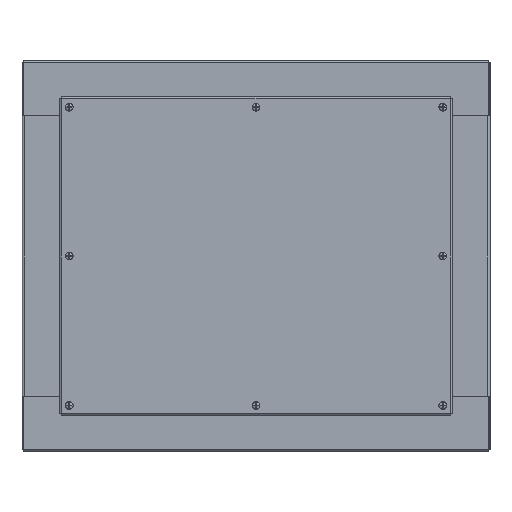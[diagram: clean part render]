
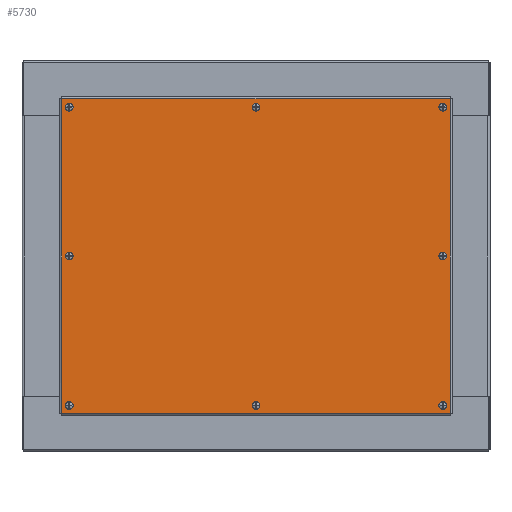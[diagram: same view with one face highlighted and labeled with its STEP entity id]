
A CAD part, front view. The second image highlights one B-rep face of the part: STEP entity #5730.
In plain terms, the highlighted face is planar.
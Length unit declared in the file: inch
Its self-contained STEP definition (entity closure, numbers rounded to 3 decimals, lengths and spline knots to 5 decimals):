
#520=PLANE('',#6159);
#880=LINE('',#9065,#1368);
#896=LINE('',#9167,#1384);
#911=LINE('',#9267,#1399);
#926=LINE('',#9366,#1414);
#1368=VECTOR('',#7258,16.202);
#1384=VECTOR('',#7288,20.0395);
#1399=VECTOR('',#7317,16.202);
#1414=VECTOR('',#7346,20.0395);
#1651=FACE_BOUND('',#2327,.T.);
#1652=FACE_BOUND('',#2328,.T.);
#1653=FACE_BOUND('',#2329,.T.);
#1654=FACE_BOUND('',#2330,.T.);
#1655=FACE_BOUND('',#2331,.T.);
#1656=FACE_BOUND('',#2332,.T.);
#1657=FACE_BOUND('',#2333,.T.);
#1658=FACE_BOUND('',#2334,.T.);
#1908=FACE_OUTER_BOUND('',#2326,.T.);
#2326=EDGE_LOOP('',(#4729,#4730,#4731,#4732));
#2327=EDGE_LOOP('',(#4733));
#2328=EDGE_LOOP('',(#4734));
#2329=EDGE_LOOP('',(#4735));
#2330=EDGE_LOOP('',(#4736));
#2331=EDGE_LOOP('',(#4737));
#2332=EDGE_LOOP('',(#4738));
#2333=EDGE_LOOP('',(#4739));
#2334=EDGE_LOOP('',(#4740));
#2521=CIRCLE('',#6108,0.125);
#2523=CIRCLE('',#6111,0.125);
#2525=CIRCLE('',#6114,0.125);
#2527=CIRCLE('',#6117,0.125);
#2529=CIRCLE('',#6120,0.125);
#2531=CIRCLE('',#6123,0.125);
#2534=CIRCLE('',#6156,0.125);
#2535=CIRCLE('',#6158,0.125);
#2847=VERTEX_POINT('',#9025);
#2849=VERTEX_POINT('',#9030);
#2851=VERTEX_POINT('',#9035);
#2853=VERTEX_POINT('',#9040);
#2855=VERTEX_POINT('',#9045);
#2857=VERTEX_POINT('',#9050);
#2860=VERTEX_POINT('',#9056);
#2861=VERTEX_POINT('',#9064);
#2872=VERTEX_POINT('',#9166);
#2882=VERTEX_POINT('',#9266);
#2900=VERTEX_POINT('',#9458);
#2901=VERTEX_POINT('',#9461);
#3447=EDGE_CURVE('',#2847,#2847,#2521,.T.);
#3449=EDGE_CURVE('',#2849,#2849,#2523,.T.);
#3451=EDGE_CURVE('',#2851,#2851,#2525,.T.);
#3453=EDGE_CURVE('',#2853,#2853,#2527,.T.);
#3455=EDGE_CURVE('',#2855,#2855,#2529,.T.);
#3457=EDGE_CURVE('',#2857,#2857,#2531,.T.);
#3460=EDGE_CURVE('',#2861,#2860,#880,.T.);
#3480=EDGE_CURVE('',#2872,#2861,#896,.T.);
#3499=EDGE_CURVE('',#2882,#2872,#911,.T.);
#3518=EDGE_CURVE('',#2860,#2882,#926,.T.);
#3536=EDGE_CURVE('',#2900,#2900,#2534,.T.);
#3537=EDGE_CURVE('',#2901,#2901,#2535,.T.);
#4729=ORIENTED_EDGE('',*,*,#3460,.T.);
#4730=ORIENTED_EDGE('',*,*,#3518,.T.);
#4731=ORIENTED_EDGE('',*,*,#3499,.T.);
#4732=ORIENTED_EDGE('',*,*,#3480,.T.);
#4733=ORIENTED_EDGE('',*,*,#3447,.T.);
#4734=ORIENTED_EDGE('',*,*,#3449,.T.);
#4735=ORIENTED_EDGE('',*,*,#3451,.T.);
#4736=ORIENTED_EDGE('',*,*,#3453,.T.);
#4737=ORIENTED_EDGE('',*,*,#3455,.T.);
#4738=ORIENTED_EDGE('',*,*,#3457,.T.);
#4739=ORIENTED_EDGE('',*,*,#3536,.T.);
#4740=ORIENTED_EDGE('',*,*,#3537,.T.);
#5730=ADVANCED_FACE('',(#1908,#1651,#1652,#1653,#1654,#1655,#1656,#1657,
#1658),#520,.T.);
#6108=AXIS2_PLACEMENT_3D('',#9026,#7223,#7224);
#6111=AXIS2_PLACEMENT_3D('',#9031,#7229,#7230);
#6114=AXIS2_PLACEMENT_3D('',#9036,#7235,#7236);
#6117=AXIS2_PLACEMENT_3D('',#9041,#7241,#7242);
#6120=AXIS2_PLACEMENT_3D('',#9046,#7247,#7248);
#6123=AXIS2_PLACEMENT_3D('',#9051,#7253,#7254);
#6156=AXIS2_PLACEMENT_3D('',#9459,#7379,#7380);
#6158=AXIS2_PLACEMENT_3D('',#9462,#7383,#7384);
#6159=AXIS2_PLACEMENT_3D('',#9463,#7385,#7386);
#7223=DIRECTION('center_axis',(0.,0.,-1.));
#7224=DIRECTION('ref_axis',(-1.,0.,0.));
#7229=DIRECTION('center_axis',(0.,0.,-1.));
#7230=DIRECTION('ref_axis',(-1.,0.,0.));
#7235=DIRECTION('center_axis',(0.,0.,-1.));
#7236=DIRECTION('ref_axis',(-1.,0.,0.));
#7241=DIRECTION('center_axis',(0.,0.,-1.));
#7242=DIRECTION('ref_axis',(-1.,0.,0.));
#7247=DIRECTION('center_axis',(0.,0.,-1.));
#7248=DIRECTION('ref_axis',(-1.,0.,0.));
#7253=DIRECTION('center_axis',(0.,0.,-1.));
#7254=DIRECTION('ref_axis',(-1.,0.,0.));
#7258=DIRECTION('',(0.,1.,0.));
#7288=DIRECTION('',(1.,0.,0.));
#7317=DIRECTION('',(0.,-1.,0.));
#7346=DIRECTION('',(-1.,0.,0.));
#7379=DIRECTION('center_axis',(0.,0.,-1.));
#7380=DIRECTION('ref_axis',(-1.,0.,0.));
#7383=DIRECTION('center_axis',(0.,0.,-1.));
#7384=DIRECTION('ref_axis',(-1.,0.,0.));
#7385=DIRECTION('center_axis',(0.,0.,1.));
#7386=DIRECTION('ref_axis',(1.,0.,0.));
#9025=CARTESIAN_POINT('',(-9.5,7.70625,0.074));
#9026=CARTESIAN_POINT('Origin',(-9.625,7.70625,0.074));
#9030=CARTESIAN_POINT('',(-9.5,-7.70625,0.074));
#9031=CARTESIAN_POINT('Origin',(-9.625,-7.70625,0.074));
#9035=CARTESIAN_POINT('',(0.125,7.70625,0.074));
#9036=CARTESIAN_POINT('Origin',(0.,7.70625,0.074));
#9040=CARTESIAN_POINT('',(0.125,-7.70625,0.074));
#9041=CARTESIAN_POINT('Origin',(0.,-7.70625,
0.074));
#9045=CARTESIAN_POINT('',(9.75,7.70625,0.074));
#9046=CARTESIAN_POINT('Origin',(9.625,7.70625,0.074));
#9050=CARTESIAN_POINT('',(9.75,-7.70625,0.074));
#9051=CARTESIAN_POINT('Origin',(9.625,-7.70625,0.074));
#9056=CARTESIAN_POINT('',(10.01975,8.101,0.074));
#9064=CARTESIAN_POINT('',(10.01975,-8.101,0.074));
#9065=CARTESIAN_POINT('',(10.01975,-4.0505,0.074));
#9166=CARTESIAN_POINT('',(-10.01975,-8.101,0.074));
#9167=CARTESIAN_POINT('',(-5.00988,-8.101,0.074));
#9266=CARTESIAN_POINT('',(-10.01975,8.101,0.074));
#9267=CARTESIAN_POINT('',(-10.01975,4.0505,0.074));
#9366=CARTESIAN_POINT('',(5.00987,8.101,0.074));
#9458=CARTESIAN_POINT('',(9.75,0.,0.074));
#9459=CARTESIAN_POINT('Origin',(9.625,0.,0.074));
#9461=CARTESIAN_POINT('',(-9.5,0.,0.074));
#9462=CARTESIAN_POINT('Origin',(-9.625,0.,0.074));
#9463=CARTESIAN_POINT('Origin',(0.,0.,
0.074));
